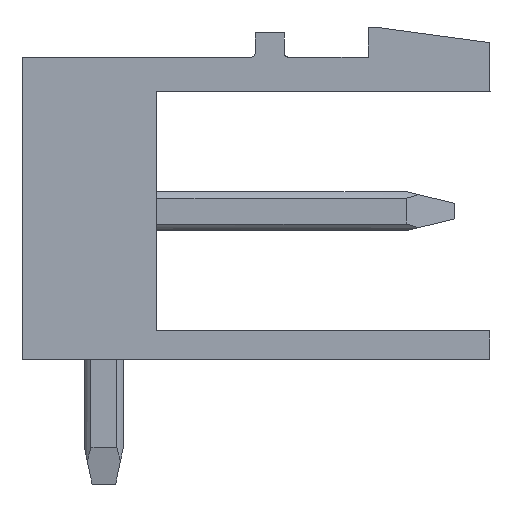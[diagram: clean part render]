
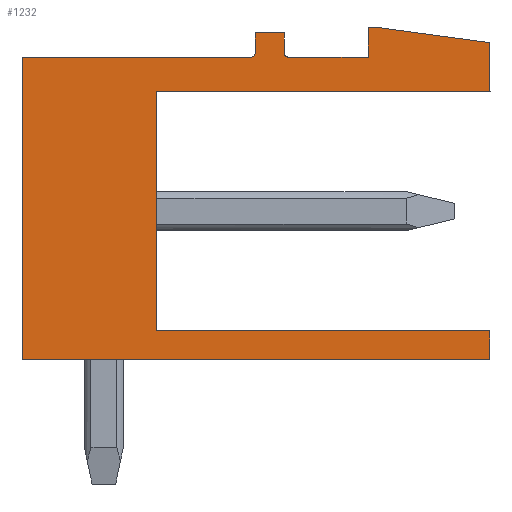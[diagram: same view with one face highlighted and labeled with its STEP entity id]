
A CAD part, left-side view. The second image highlights one B-rep face of the part: STEP entity #1232.
In plain terms, the highlighted planar face has unit normal (-1, 0, 0).
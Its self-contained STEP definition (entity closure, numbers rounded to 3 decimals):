
#639=AXIS2_PLACEMENT_3D('Circle Axis2P3D',#637,#638,$) ;
#763=AXIS2_PLACEMENT_3D('Circle Axis2P3D',#761,#762,$) ;
#1211=AXIS2_PLACEMENT_3D('Plane Axis2P3D',#1208,#1209,#1210) ;
#49=CARTESIAN_POINT('Vertex',(0.,8.55,3.93)) ;
#52=CARTESIAN_POINT('Line Origine',(0.,4.275,3.93)) ;
#56=CARTESIAN_POINT('Vertex',(0.,0.,3.93)) ;
#87=CARTESIAN_POINT('Vertex',(0.,8.55,10.06)) ;
#90=CARTESIAN_POINT('Line Origine',(0.,8.55,6.995)) ;
#448=CARTESIAN_POINT('Vertex',(0.,0.,10.06)) ;
#451=CARTESIAN_POINT('Line Origine',(0.,4.275,10.06)) ;
#479=CARTESIAN_POINT('Vertex',(0.,0.,11.32)) ;
#482=CARTESIAN_POINT('Line Origine',(0.,0.,10.69)) ;
#510=CARTESIAN_POINT('Vertex',(0.,2.8,11.7)) ;
#513=CARTESIAN_POINT('Line Origine',(0.,1.4,11.51)) ;
#541=CARTESIAN_POINT('Vertex',(0.,3.12,11.7)) ;
#544=CARTESIAN_POINT('Line Origine',(0.,2.96,11.7)) ;
#572=CARTESIAN_POINT('Vertex',(0.,3.12,10.95)) ;
#575=CARTESIAN_POINT('Line Origine',(0.,3.12,11.325)) ;
#603=CARTESIAN_POINT('Vertex',(0.,5.17,10.95)) ;
#606=CARTESIAN_POINT('Line Origine',(0.,4.145,10.95)) ;
#634=CARTESIAN_POINT('Vertex',(0.,5.27,11.05)) ;
#637=CARTESIAN_POINT('Axis2P3D Location',(0.,5.17,11.05)) ;
#665=CARTESIAN_POINT('Vertex',(0.,5.27,11.57)) ;
#668=CARTESIAN_POINT('Line Origine',(0.,5.27,11.31)) ;
#696=CARTESIAN_POINT('Vertex',(0.,6.02,11.57)) ;
#699=CARTESIAN_POINT('Line Origine',(0.,5.645,11.57)) ;
#727=CARTESIAN_POINT('Vertex',(0.,6.02,11.05)) ;
#730=CARTESIAN_POINT('Line Origine',(0.,6.02,11.31)) ;
#758=CARTESIAN_POINT('Vertex',(0.,6.12,10.95)) ;
#761=CARTESIAN_POINT('Axis2P3D Location',(0.,6.12,11.05)) ;
#784=CARTESIAN_POINT('Vertex',(0.,12.,10.95)) ;
#787=CARTESIAN_POINT('Line Origine',(0.,9.06,10.95)) ;
#815=CARTESIAN_POINT('Vertex',(0.,12.,3.2)) ;
#818=CARTESIAN_POINT('Line Origine',(0.,12.,7.075)) ;
#846=CARTESIAN_POINT('Vertex',(0.,0.,3.2)) ;
#849=CARTESIAN_POINT('Line Origine',(0.,6.,3.2)) ;
#1196=CARTESIAN_POINT('Line Origine',(0.,0.,3.565)) ;
#1208=CARTESIAN_POINT('Axis2P3D Location',(0.,0.,0.)) ;
#53=DIRECTION('Vector Direction',(0.,1.,0.)) ;
#91=DIRECTION('Vector Direction',(0.,0.,-1.)) ;
#452=DIRECTION('Vector Direction',(0.,-1.,0.)) ;
#483=DIRECTION('Vector Direction',(0.,0.,1.)) ;
#514=DIRECTION('Vector Direction',(0.,0.991,0.134)) ;
#545=DIRECTION('Vector Direction',(0.,1.,0.)) ;
#576=DIRECTION('Vector Direction',(0.,0.,-1.)) ;
#607=DIRECTION('Vector Direction',(0.,1.,0.)) ;
#638=DIRECTION('Axis2P3D Direction',(-1.,0.,0.)) ;
#669=DIRECTION('Vector Direction',(0.,0.,1.)) ;
#700=DIRECTION('Vector Direction',(0.,1.,0.)) ;
#731=DIRECTION('Vector Direction',(0.,0.,-1.)) ;
#762=DIRECTION('Axis2P3D Direction',(-1.,0.,0.)) ;
#788=DIRECTION('Vector Direction',(0.,1.,0.)) ;
#819=DIRECTION('Vector Direction',(0.,0.,-1.)) ;
#850=DIRECTION('Vector Direction',(0.,1.,0.)) ;
#1197=DIRECTION('Vector Direction',(0.,0.,-1.)) ;
#1209=DIRECTION('Axis2P3D Direction',(-1.,0.,0.)) ;
#1210=DIRECTION('Axis2P3D XDirection',(0.,0.,1.)) ;
#54=VECTOR('Line Direction',#53,1.) ;
#92=VECTOR('Line Direction',#91,1.) ;
#453=VECTOR('Line Direction',#452,1.) ;
#484=VECTOR('Line Direction',#483,1.) ;
#515=VECTOR('Line Direction',#514,1.) ;
#546=VECTOR('Line Direction',#545,1.) ;
#577=VECTOR('Line Direction',#576,1.) ;
#608=VECTOR('Line Direction',#607,1.) ;
#670=VECTOR('Line Direction',#669,1.) ;
#701=VECTOR('Line Direction',#700,1.) ;
#732=VECTOR('Line Direction',#731,1.) ;
#789=VECTOR('Line Direction',#788,1.) ;
#820=VECTOR('Line Direction',#819,1.) ;
#851=VECTOR('Line Direction',#850,1.) ;
#1198=VECTOR('Line Direction',#1197,1.) ;
#1214=ORIENTED_EDGE('',*,*,#58,.T.) ;
#1215=ORIENTED_EDGE('',*,*,#94,.T.) ;
#1216=ORIENTED_EDGE('',*,*,#455,.T.) ;
#1217=ORIENTED_EDGE('',*,*,#486,.T.) ;
#1218=ORIENTED_EDGE('',*,*,#517,.T.) ;
#1219=ORIENTED_EDGE('',*,*,#548,.T.) ;
#1220=ORIENTED_EDGE('',*,*,#579,.T.) ;
#1221=ORIENTED_EDGE('',*,*,#610,.T.) ;
#1222=ORIENTED_EDGE('',*,*,#641,.T.) ;
#1223=ORIENTED_EDGE('',*,*,#672,.T.) ;
#1224=ORIENTED_EDGE('',*,*,#703,.T.) ;
#1225=ORIENTED_EDGE('',*,*,#734,.T.) ;
#1226=ORIENTED_EDGE('',*,*,#765,.T.) ;
#1227=ORIENTED_EDGE('',*,*,#791,.T.) ;
#1228=ORIENTED_EDGE('',*,*,#822,.T.) ;
#1229=ORIENTED_EDGE('',*,*,#853,.T.) ;
#1230=ORIENTED_EDGE('',*,*,#1200,.T.) ;
#1232=ADVANCED_FACE('Housing',(#1231),#1212,.T.) ;
#640=CIRCLE('generated circle',#639,0.1) ;
#764=CIRCLE('generated circle',#763,0.1) ;
#58=EDGE_CURVE('',#57,#50,#55,.T.) ;
#94=EDGE_CURVE('',#50,#88,#93,.F.) ;
#455=EDGE_CURVE('',#88,#449,#454,.T.) ;
#486=EDGE_CURVE('',#449,#480,#485,.T.) ;
#517=EDGE_CURVE('',#480,#511,#516,.T.) ;
#548=EDGE_CURVE('',#511,#542,#547,.T.) ;
#579=EDGE_CURVE('',#542,#573,#578,.T.) ;
#610=EDGE_CURVE('',#573,#604,#609,.T.) ;
#641=EDGE_CURVE('',#604,#635,#640,.F.) ;
#672=EDGE_CURVE('',#635,#666,#671,.T.) ;
#703=EDGE_CURVE('',#666,#697,#702,.T.) ;
#734=EDGE_CURVE('',#697,#728,#733,.T.) ;
#765=EDGE_CURVE('',#728,#759,#764,.F.) ;
#791=EDGE_CURVE('',#759,#785,#790,.T.) ;
#822=EDGE_CURVE('',#785,#816,#821,.T.) ;
#853=EDGE_CURVE('',#816,#847,#852,.F.) ;
#1200=EDGE_CURVE('',#847,#57,#1199,.F.) ;
#1213=EDGE_LOOP('',(#1214,#1215,#1216,#1217,#1218,#1219,#1220,#1221,#1222,#1223,#1224,#1225,#1226,#1227,#1228,#1229,#1230)) ;
#1231=FACE_OUTER_BOUND('',#1213,.T.) ;
#55=LINE('Line',#52,#54) ;
#93=LINE('Line',#90,#92) ;
#454=LINE('Line',#451,#453) ;
#485=LINE('Line',#482,#484) ;
#516=LINE('Line',#513,#515) ;
#547=LINE('Line',#544,#546) ;
#578=LINE('Line',#575,#577) ;
#609=LINE('Line',#606,#608) ;
#671=LINE('Line',#668,#670) ;
#702=LINE('Line',#699,#701) ;
#733=LINE('Line',#730,#732) ;
#790=LINE('Line',#787,#789) ;
#821=LINE('Line',#818,#820) ;
#852=LINE('Line',#849,#851) ;
#1199=LINE('Line',#1196,#1198) ;
#1212=PLANE('',#1211) ;
#50=VERTEX_POINT('',#49) ;
#57=VERTEX_POINT('',#56) ;
#88=VERTEX_POINT('',#87) ;
#449=VERTEX_POINT('',#448) ;
#480=VERTEX_POINT('',#479) ;
#511=VERTEX_POINT('',#510) ;
#542=VERTEX_POINT('',#541) ;
#573=VERTEX_POINT('',#572) ;
#604=VERTEX_POINT('',#603) ;
#635=VERTEX_POINT('',#634) ;
#666=VERTEX_POINT('',#665) ;
#697=VERTEX_POINT('',#696) ;
#728=VERTEX_POINT('',#727) ;
#759=VERTEX_POINT('',#758) ;
#785=VERTEX_POINT('',#784) ;
#816=VERTEX_POINT('',#815) ;
#847=VERTEX_POINT('',#846) ;
